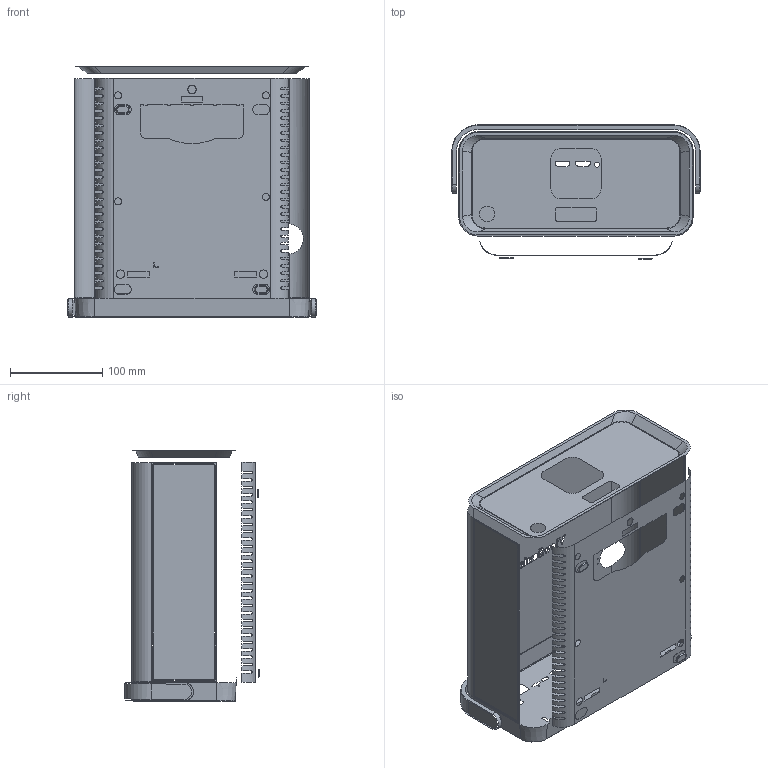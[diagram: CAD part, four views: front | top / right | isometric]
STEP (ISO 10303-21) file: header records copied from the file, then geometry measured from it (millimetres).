
FILE_DESCRIPTION((''),'2;1');
FILE_NAME('SINGLE','2021-07-12T',('ChenPet'),(''),'PRO/ENGINEER BY PARAMETRIC TECHNOLOGY CORPORATION, 2009440','PRO/ENGINEER BY PARAMETRIC TECHNOLOGY CORPORATION, 2009440','');
FILE_SCHEMA(('CONFIG_CONTROL_DESIGN'));
Length unit declared in the file: millimetre
Products named in the file (1): SINGLE
Bounding box: 269.02 x 145.72 x 271.01 mm (x, y, z)
Surface area: 215122.3 mm2 (no closed solid volume)
Topology: 0 solids, 13 shells, 49 faces, 982 edges, 943 vertices
Faces by surface type: plane 25, cylinder 12, bspline 4, torus 4, cone 4
Entity records: 10543 total; most frequent: CARTESIAN_POINT 4826, ORIENTED_EDGE 1037, EDGE_CURVE 982, VERTEX_POINT 943, DIRECTION 807, B_SPLINE_CURVE_WITH_KNOTS 431, VECTOR 385, LINE 385
